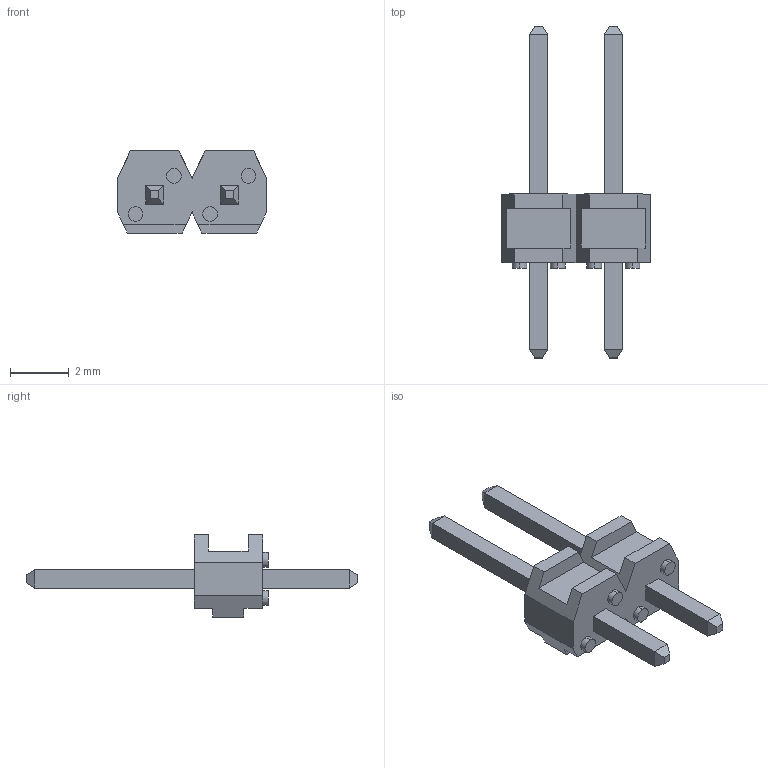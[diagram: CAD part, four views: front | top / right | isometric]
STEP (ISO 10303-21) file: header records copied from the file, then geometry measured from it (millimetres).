
FILE_DESCRIPTION (( 'STEP AP214' ), '1' );
FILE_NAME ('7516015602LF.STEP', '2022-03-08T12:04:09', ( '' ), ( '' ), 'SwSTEP 2.0', 'SolidWorks 2020', '' );
FILE_SCHEMA (( 'AUTOMOTIVE_DESIGN' ));
Length unit declared in the file: millimetre
Products named in the file (1): 7516015602LF
Bounding box: 5.08 x 11.3 x 2.8 mm (x, y, z)
Volume: 32.5 mm3; surface area: 133.1 mm2
Topology: 3 solids, 3 shells, 80 faces, 194 edges, 124 vertices
Faces by surface type: plane 72, cylinder 8
Entity records: 2500 total; most frequent: CARTESIAN_POINT 399, ORIENTED_EDGE 388, DIRECTION 372, EDGE_CURVE 194, VECTOR 178, LINE 178, VERTEX_POINT 124, AXIS2_PLACEMENT_3D 97
